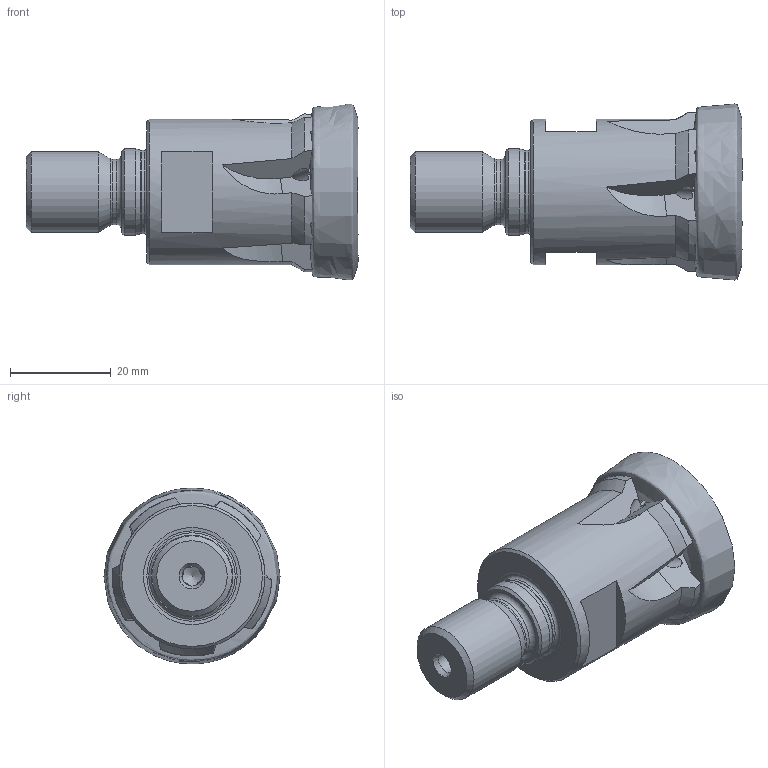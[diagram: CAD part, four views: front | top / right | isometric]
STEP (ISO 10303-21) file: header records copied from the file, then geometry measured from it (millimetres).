
FILE_DESCRIPTION (( 'STEP AP214' ), '1' );
FILE_NAME ('ESF-35-542-5.STEP', '2013-09-18T13:41:30', ( '' ), ( '' ), 'SwSTEP 2.0', 'SolidWorks 2013', '' );
FILE_SCHEMA (( 'AUTOMOTIVE_DESIGN' ));
Length unit declared in the file: millimetre
Products named in the file (1): ESF-35-542-5
Bounding box: 66 x 34.99 x 34.99 mm (x, y, z)
Volume: 31643.1 mm3; surface area: 8776.4 mm2
Topology: 1 solids, 1 shells, 148 faces, 466 edges, 301 vertices
Faces by surface type: plane 91, cylinder 26, cone 15, bspline 12, torus 4
Full cylindrical faces by diameter (mm): 2.5 x5, 4 x1, 13 x1, 16 x1, 16.6 x1, 17.2 x1, 29 x1
Entity records: 7117 total; most frequent: CARTESIAN_POINT 3629, ORIENTED_EDGE 848, DIRECTION 529, EDGE_CURVE 424, VERTEX_POINT 289, AXIS2_PLACEMENT_3D 210, B_SPLINE_CURVE_WITH_KNOTS 191, EDGE_LOOP 185
